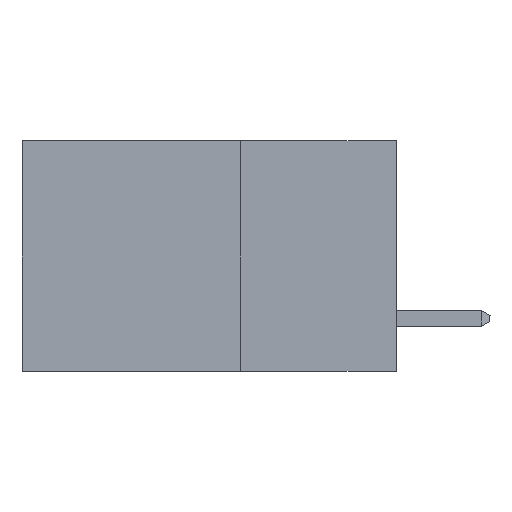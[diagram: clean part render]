
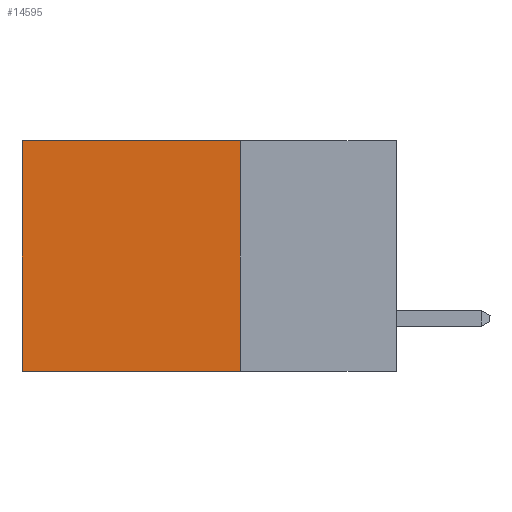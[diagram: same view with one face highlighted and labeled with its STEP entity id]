
A CAD part, left-side view. The second image highlights one B-rep face of the part: STEP entity #14595.
In plain terms, the highlighted planar face has unit normal (-1, 0, 0).
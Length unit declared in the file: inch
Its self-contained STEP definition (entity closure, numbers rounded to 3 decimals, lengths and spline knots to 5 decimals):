
#174 = ORIENTED_EDGE ( 'NONE', *, *, #7378, .F. ) ;
#2446 = DIRECTION ( 'NONE',  ( 0., 0., -1. ) ) ;
#2876 = ORIENTED_EDGE ( 'NONE', *, *, #11808, .F. ) ;
#2948 = DIRECTION ( 'NONE',  ( 0., 0., -1. ) ) ;
#2970 = AXIS2_PLACEMENT_3D ( 'NONE', #4503, #6771, #12585 ) ;
#3214 = LINE ( 'NONE', #4608, #5176 ) ;
#3350 = VERTEX_POINT ( 'NONE', #8144 ) ;
#4503 = CARTESIAN_POINT ( 'NONE',  ( 0.2615, 0.25, -0.37 ) ) ;
#4608 = CARTESIAN_POINT ( 'NONE',  ( 0.2615, 0.25, -0.37 ) ) ;
#5176 = VECTOR ( 'NONE', #2446, 39.37008 ) ;
#5550 = VECTOR ( 'NONE', #14192, 39.37008 ) ;
#5901 = EDGE_LOOP ( 'NONE', ( #7874, #2876, #174, #13487 ) ) ;
#6156 = VERTEX_POINT ( 'NONE', #11578 ) ;
#6304 = EDGE_CURVE ( 'NONE', #3350, #8197, #9290, .T. ) ;
#6771 = DIRECTION ( 'NONE',  ( 1., 0., 0. ) ) ;
#7378 = EDGE_CURVE ( 'NONE', #3350, #13863, #3214, .T. ) ;
#7692 = EDGE_CURVE ( 'NONE', #8197, #6156, #13030, .T. ) ;
#7874 = ORIENTED_EDGE ( 'NONE', *, *, #7692, .T. ) ;
#8144 = CARTESIAN_POINT ( 'NONE',  ( 0.2615, 0.25, 0. ) ) ;
#8197 = VERTEX_POINT ( 'NONE', #9700 ) ;
#8496 = CARTESIAN_POINT ( 'NONE',  ( 0.2615, 0.6, -0.37 ) ) ;
#9290 = LINE ( 'NONE', #14087, #5550 ) ;
#9509 = VECTOR ( 'NONE', #10344, 39.37008 ) ;
#9700 = CARTESIAN_POINT ( 'NONE',  ( 0.2615, 0.6, 0. ) ) ;
#10344 = DIRECTION ( 'NONE',  ( 0., 1., 0. ) ) ;
#10398 = CARTESIAN_POINT ( 'NONE',  ( 0.2615, 0.25, -0.37 ) ) ;
#11110 = LINE ( 'NONE', #10398, #9509 ) ;
#11454 = CARTESIAN_POINT ( 'NONE',  ( 0.2615, 0.25, -0.37 ) ) ;
#11578 = CARTESIAN_POINT ( 'NONE',  ( 0.2615, 0.6, -0.37 ) ) ;
#11808 = EDGE_CURVE ( 'NONE', #13863, #6156, #11110, .T. ) ;
#12504 = VECTOR ( 'NONE', #2948, 39.37008 ) ;
#12585 = DIRECTION ( 'NONE',  ( 0., 0., -1. ) ) ;
#12675 = PLANE ( 'NONE',  #2970 ) ;
#13030 = LINE ( 'NONE', #8496, #12504 ) ;
#13487 = ORIENTED_EDGE ( 'NONE', *, *, #6304, .T. ) ;
#13707 = FACE_OUTER_BOUND ( 'NONE', #5901, .T. ) ;
#13863 = VERTEX_POINT ( 'NONE', #11454 ) ;
#14087 = CARTESIAN_POINT ( 'NONE',  ( 0.2615, 0.25, 0. ) ) ;
#14192 = DIRECTION ( 'NONE',  ( 0., 1., 0. ) ) ;
#14595 = ADVANCED_FACE ( 'NONE', ( #13707 ), #12675, .F. ) ;
